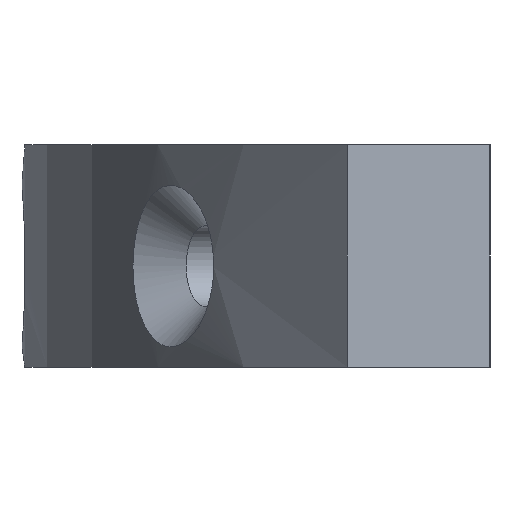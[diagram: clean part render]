
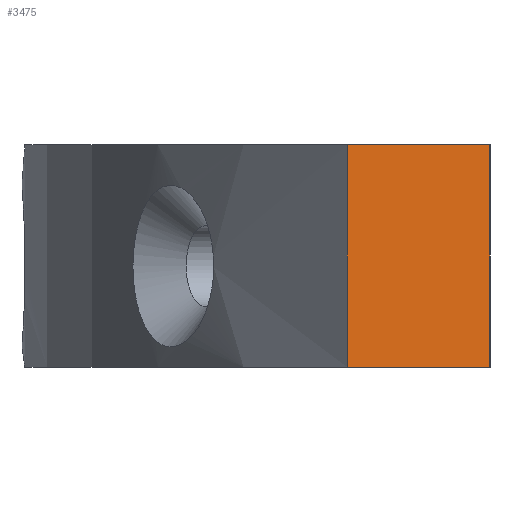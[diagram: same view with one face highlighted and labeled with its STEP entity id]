
A CAD part, left-side view. The second image highlights one B-rep face of the part: STEP entity #3475.
In plain terms, the highlighted planar face has unit normal (-0.707, -0.707, 0).
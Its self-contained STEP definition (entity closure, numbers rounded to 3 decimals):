
#209 = CYLINDRICAL_SURFACE('',#210,55.);
#210 = AXIS2_PLACEMENT_3D('',#211,#212,#213);
#211 = CARTESIAN_POINT('',(400.,0.,0.));
#212 = DIRECTION('',(0.,0.,-1.));
#213 = DIRECTION('',(1.,0.,0.));
#805 = VERTEX_POINT('',#806);
#806 = CARTESIAN_POINT('',(361.109,38.891,11.));
#821 = PLANE('',#822);
#822 = AXIS2_PLACEMENT_3D('',#823,#824,#825);
#823 = CARTESIAN_POINT('',(400.,43.388,11.));
#824 = DIRECTION('',(0.,0.,-1.));
#825 = DIRECTION('',(-1.,0.,0.));
#837 = EDGE_CURVE('',#838,#805,#840,.T.);
#838 = VERTEX_POINT('',#839);
#839 = CARTESIAN_POINT('',(361.109,38.891,0.));
#840 = SURFACE_CURVE('',#841,(#845,#852),.PCURVE_S1.);
#841 = LINE('',#842,#843);
#842 = CARTESIAN_POINT('',(361.109,38.891,0.));
#843 = VECTOR('',#844,1.);
#844 = DIRECTION('',(0.,0.,1.));
#845 = PCURVE('',#209,#846);
#846 = DEFINITIONAL_REPRESENTATION('',(#847),#851);
#847 = LINE('',#848,#849);
#848 = CARTESIAN_POINT('',(-2.356,0.));
#849 = VECTOR('',#850,1.);
#850 = DIRECTION('',(0.,-1.));
#851 = ( GEOMETRIC_REPRESENTATION_CONTEXT(2) 
PARAMETRIC_REPRESENTATION_CONTEXT() REPRESENTATION_CONTEXT('2D SPACE',''
  ) );
#852 = PCURVE('',#853,#858);
#853 = PLANE('',#854);
#854 = AXIS2_PLACEMENT_3D('',#855,#856,#857);
#855 = CARTESIAN_POINT('',(361.109,38.891,0.));
#856 = DIRECTION('',(0.707,0.707,0.));
#857 = DIRECTION('',(0.707,-0.707,0.));
#858 = DEFINITIONAL_REPRESENTATION('',(#859),#863);
#859 = LINE('',#860,#861);
#860 = CARTESIAN_POINT('',(0.,0.));
#861 = VECTOR('',#862,1.);
#862 = DIRECTION('',(0.,-1.));
#863 = ( GEOMETRIC_REPRESENTATION_CONTEXT(2) 
PARAMETRIC_REPRESENTATION_CONTEXT() REPRESENTATION_CONTEXT('2D SPACE',''
  ) );
#880 = PLANE('',#881);
#881 = AXIS2_PLACEMENT_3D('',#882,#883,#884);
#882 = CARTESIAN_POINT('',(400.,43.388,0.));
#883 = DIRECTION('',(0.,0.,-1.));
#884 = DIRECTION('',(-1.,0.,0.));
#2996 = VERTEX_POINT('',#2997);
#2997 = CARTESIAN_POINT('',(368.18,31.82,0.));
#3016 = CYLINDRICAL_SURFACE('',#3017,45.);
#3017 = AXIS2_PLACEMENT_3D('',#3018,#3019,#3020);
#3018 = CARTESIAN_POINT('',(400.,0.,0.));
#3019 = DIRECTION('',(0.,0.,-1.));
#3020 = DIRECTION('',(1.,0.,0.));
#3028 = EDGE_CURVE('',#838,#2996,#3029,.T.);
#3029 = SURFACE_CURVE('',#3030,(#3034,#3041),.PCURVE_S1.);
#3030 = LINE('',#3031,#3032);
#3031 = CARTESIAN_POINT('',(361.109,38.891,0.));
#3032 = VECTOR('',#3033,1.);
#3033 = DIRECTION('',(0.707,-0.707,0.));
#3034 = PCURVE('',#880,#3035);
#3035 = DEFINITIONAL_REPRESENTATION('',(#3036),#3040);
#3036 = LINE('',#3037,#3038);
#3037 = CARTESIAN_POINT('',(38.891,-4.497));
#3038 = VECTOR('',#3039,1.);
#3039 = DIRECTION('',(-0.707,-0.707));
#3040 = ( GEOMETRIC_REPRESENTATION_CONTEXT(2) 
PARAMETRIC_REPRESENTATION_CONTEXT() REPRESENTATION_CONTEXT('2D SPACE',''
  ) );
#3041 = PCURVE('',#853,#3042);
#3042 = DEFINITIONAL_REPRESENTATION('',(#3043),#3047);
#3043 = LINE('',#3044,#3045);
#3044 = CARTESIAN_POINT('',(0.,0.));
#3045 = VECTOR('',#3046,1.);
#3046 = DIRECTION('',(1.,0.));
#3047 = ( GEOMETRIC_REPRESENTATION_CONTEXT(2) 
PARAMETRIC_REPRESENTATION_CONTEXT() REPRESENTATION_CONTEXT('2D SPACE',''
  ) );
#3308 = VERTEX_POINT('',#3309);
#3309 = CARTESIAN_POINT('',(368.18,31.82,11.));
#3335 = EDGE_CURVE('',#805,#3308,#3336,.T.);
#3336 = SURFACE_CURVE('',#3337,(#3341,#3348),.PCURVE_S1.);
#3337 = LINE('',#3338,#3339);
#3338 = CARTESIAN_POINT('',(361.109,38.891,11.));
#3339 = VECTOR('',#3340,1.);
#3340 = DIRECTION('',(0.707,-0.707,0.));
#3341 = PCURVE('',#821,#3342);
#3342 = DEFINITIONAL_REPRESENTATION('',(#3343),#3347);
#3343 = LINE('',#3344,#3345);
#3344 = CARTESIAN_POINT('',(38.891,-4.497));
#3345 = VECTOR('',#3346,1.);
#3346 = DIRECTION('',(-0.707,-0.707));
#3347 = ( GEOMETRIC_REPRESENTATION_CONTEXT(2) 
PARAMETRIC_REPRESENTATION_CONTEXT() REPRESENTATION_CONTEXT('2D SPACE',''
  ) );
#3348 = PCURVE('',#853,#3349);
#3349 = DEFINITIONAL_REPRESENTATION('',(#3350),#3354);
#3350 = LINE('',#3351,#3352);
#3351 = CARTESIAN_POINT('',(0.,-11.));
#3352 = VECTOR('',#3353,1.);
#3353 = DIRECTION('',(1.,0.));
#3354 = ( GEOMETRIC_REPRESENTATION_CONTEXT(2) 
PARAMETRIC_REPRESENTATION_CONTEXT() REPRESENTATION_CONTEXT('2D SPACE',''
  ) );
#3475 = ADVANCED_FACE('',(#3476),#853,.F.);
#3476 = FACE_BOUND('',#3477,.F.);
#3477 = EDGE_LOOP('',(#3478,#3479,#3480,#3501));
#3478 = ORIENTED_EDGE('',*,*,#837,.T.);
#3479 = ORIENTED_EDGE('',*,*,#3335,.T.);
#3480 = ORIENTED_EDGE('',*,*,#3481,.F.);
#3481 = EDGE_CURVE('',#2996,#3308,#3482,.T.);
#3482 = SURFACE_CURVE('',#3483,(#3487,#3494),.PCURVE_S1.);
#3483 = LINE('',#3484,#3485);
#3484 = CARTESIAN_POINT('',(368.18,31.82,0.));
#3485 = VECTOR('',#3486,1.);
#3486 = DIRECTION('',(0.,0.,1.));
#3487 = PCURVE('',#853,#3488);
#3488 = DEFINITIONAL_REPRESENTATION('',(#3489),#3493);
#3489 = LINE('',#3490,#3491);
#3490 = CARTESIAN_POINT('',(10.,0.));
#3491 = VECTOR('',#3492,1.);
#3492 = DIRECTION('',(0.,-1.));
#3493 = ( GEOMETRIC_REPRESENTATION_CONTEXT(2) 
PARAMETRIC_REPRESENTATION_CONTEXT() REPRESENTATION_CONTEXT('2D SPACE',''
  ) );
#3494 = PCURVE('',#3016,#3495);
#3495 = DEFINITIONAL_REPRESENTATION('',(#3496),#3500);
#3496 = LINE('',#3497,#3498);
#3497 = CARTESIAN_POINT('',(-2.356,0.));
#3498 = VECTOR('',#3499,1.);
#3499 = DIRECTION('',(0.,-1.));
#3500 = ( GEOMETRIC_REPRESENTATION_CONTEXT(2) 
PARAMETRIC_REPRESENTATION_CONTEXT() REPRESENTATION_CONTEXT('2D SPACE',''
  ) );
#3501 = ORIENTED_EDGE('',*,*,#3028,.F.);
